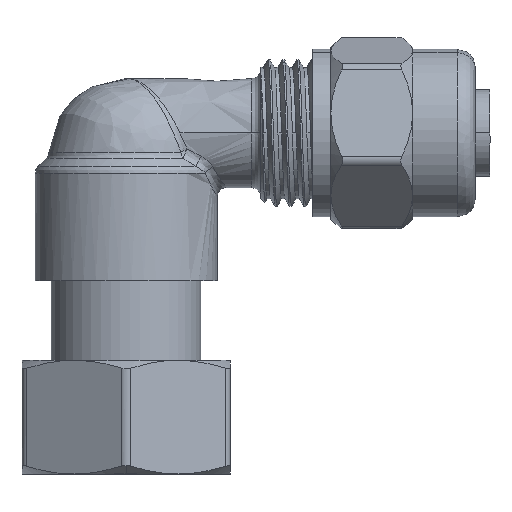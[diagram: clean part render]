
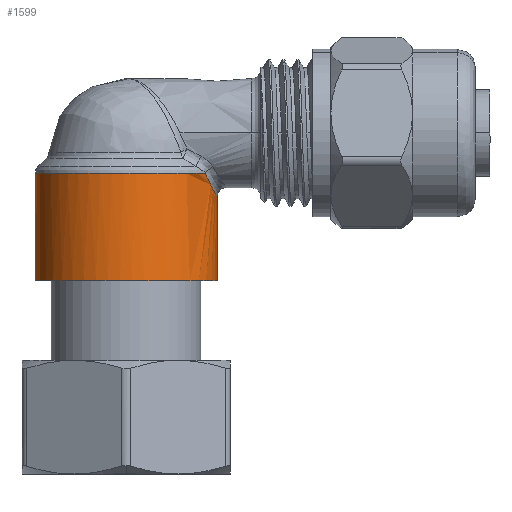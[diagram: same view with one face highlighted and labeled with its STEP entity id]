
A CAD part, top view. The second image highlights one B-rep face of the part: STEP entity #1599.
In plain terms, the highlighted free-form (B-spline) face has degree [2, 1] with [5, 2] control points.
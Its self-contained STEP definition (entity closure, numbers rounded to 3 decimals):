
#1599 = ADVANCED_FACE('',(#1600),#1653,.T.);
#1600 = FACE_BOUND('',#1601,.T.);
#1601 = EDGE_LOOP('',(#1602,#1614,#1621,#1638,#1648));
#1602 = ORIENTED_EDGE('',*,*,#1603,.T.);
#1603 = EDGE_CURVE('',#1604,#1606,#1608,.T.);
#1604 = VERTEX_POINT('',#1605);
#1605 = CARTESIAN_POINT('',(-12.72,-20.669,0.));
#1606 = VERTEX_POINT('',#1607);
#1607 = CARTESIAN_POINT('',(12.72,-20.669,
    0.));
#1608 = ( BOUNDED_CURVE() B_SPLINE_CURVE(2,(#1609,#1610,#1611,#1612,
#1613),.UNSPECIFIED.,.F.,.F.) B_SPLINE_CURVE_WITH_KNOTS((3,2,3),(0.,
1.571,3.142),.PIECEWISE_BEZIER_KNOTS.) CURVE() 
GEOMETRIC_REPRESENTATION_ITEM() RATIONAL_B_SPLINE_CURVE((1.,
0.707,1.,0.707,1.)) REPRESENTATION_ITEM('') );
#1609 = CARTESIAN_POINT('',(-12.72,-20.669,0.));
#1610 = CARTESIAN_POINT('',(-12.72,-20.669,
    12.72));
#1611 = CARTESIAN_POINT('',(0.,-20.669,
    12.72));
#1612 = CARTESIAN_POINT('',(12.72,-20.669,
    12.72));
#1613 = CARTESIAN_POINT('',(12.72,-20.669,
    0.));
#1614 = ORIENTED_EDGE('',*,*,#1615,.T.);
#1615 = EDGE_CURVE('',#1606,#1616,#1618,.T.);
#1616 = VERTEX_POINT('',#1617);
#1617 = CARTESIAN_POINT('',(12.72,-8.904,
    0.));
#1618 = B_SPLINE_CURVE_WITH_KNOTS('',1,(#1619,#1620),.UNSPECIFIED.,.F.,
  .F.,(2,2),(-22.25,-13.),.PIECEWISE_BEZIER_KNOTS.);
#1619 = CARTESIAN_POINT('',(12.72,-20.669,
    0.));
#1620 = CARTESIAN_POINT('',(12.72,-8.904,
    0.));
#1621 = ORIENTED_EDGE('',*,*,#1622,.T.);
#1622 = EDGE_CURVE('',#1616,#1623,#1625,.T.);
#1623 = VERTEX_POINT('',#1624);
#1624 = CARTESIAN_POINT('',(11.06,-5.615,
    6.282));
#1625 = B_SPLINE_CURVE_WITH_KNOTS('',3,(#1626,#1627,#1628,#1629,#1630,
    #1631,#1632,#1633,#1634,#1635,#1636,#1637),.UNSPECIFIED.,.F.,.F.,(4,
    2,2,2,2,4),(0.006,0.007,0.009
    ,0.01,0.01,0.012),
  .UNSPECIFIED.);
#1626 = CARTESIAN_POINT('',(12.72,-8.904,
    0.));
#1627 = CARTESIAN_POINT('',(12.72,-8.904,
    0.636));
#1628 = CARTESIAN_POINT('',(12.67,-8.819,1.277
    ));
#1629 = CARTESIAN_POINT('',(12.49,-8.502,
    2.483));
#1630 = CARTESIAN_POINT('',(12.361,-8.273,
    3.051));
#1631 = CARTESIAN_POINT('',(12.124,-7.834,
    3.858));
#1632 = CARTESIAN_POINT('',(12.037,-7.672,
    4.119));
#1633 = CARTESIAN_POINT('',(11.857,-7.324,
    4.612));
#1634 = CARTESIAN_POINT('',(11.763,-7.138,
    4.847));
#1635 = CARTESIAN_POINT('',(11.471,-6.544,
    5.518));
#1636 = CARTESIAN_POINT('',(11.263,-6.099,
    5.925));
#1637 = CARTESIAN_POINT('',(11.06,-5.615,
    6.282));
#1638 = ORIENTED_EDGE('',*,*,#1639,.T.);
#1639 = EDGE_CURVE('',#1623,#1640,#1642,.T.);
#1640 = VERTEX_POINT('',#1641);
#1641 = CARTESIAN_POINT('',(-12.72,-5.615,0.));
#1642 = ( BOUNDED_CURVE() B_SPLINE_CURVE(2,(#1643,#1644,#1645,#1646,
#1647),.UNSPECIFIED.,.F.,.F.) B_SPLINE_CURVE_WITH_KNOTS((3,2,3),(
    0.517,1.829,3.142),
.PIECEWISE_BEZIER_KNOTS.) CURVE() GEOMETRIC_REPRESENTATION_ITEM() 
RATIONAL_B_SPLINE_CURVE((1.,0.792,1.,0.792,1.)) 
REPRESENTATION_ITEM('') );
#1643 = CARTESIAN_POINT('',(11.06,-5.615,
    6.282));
#1644 = CARTESIAN_POINT('',(6.222,-5.615,
    14.8));
#1645 = CARTESIAN_POINT('',(-3.249,-5.615,
    12.298));
#1646 = CARTESIAN_POINT('',(-12.72,-5.615,
    9.796));
#1647 = CARTESIAN_POINT('',(-12.72,-5.615,
    0.));
#1648 = ORIENTED_EDGE('',*,*,#1649,.F.);
#1649 = EDGE_CURVE('',#1604,#1640,#1650,.T.);
#1650 = B_SPLINE_CURVE_WITH_KNOTS('',1,(#1651,#1652),.UNSPECIFIED.,.F.,
  .F.,(2,2),(-22.25,-10.414),.PIECEWISE_BEZIER_KNOTS.);
#1651 = CARTESIAN_POINT('',(-12.72,-20.669,0.));
#1652 = CARTESIAN_POINT('',(-12.72,-5.615,0.));
#1653 = ( BOUNDED_SURFACE() B_SPLINE_SURFACE(2,1,(
    (#1654,#1655)
    ,(#1656,#1657)
    ,(#1658,#1659)
    ,(#1660,#1661)
    ,(#1662,#1663
)),.UNSPECIFIED.,.F.,.F.,.F.) B_SPLINE_SURFACE_WITH_KNOTS((3,2,3),(2,2),
  (0.,1.571,3.142),(-22.25,-10.414),
.PIECEWISE_BEZIER_KNOTS.) GEOMETRIC_REPRESENTATION_ITEM() 
RATIONAL_B_SPLINE_SURFACE((
    (1.,1.)
    ,(0.707,0.707)
    ,(1.,1.)
    ,(0.707,0.707)
,(1.,1.))) REPRESENTATION_ITEM('') SURFACE() );
#1654 = CARTESIAN_POINT('',(-12.72,-20.669,0.));
#1655 = CARTESIAN_POINT('',(-12.72,-5.615,0.));
#1656 = CARTESIAN_POINT('',(-12.72,-20.669,
    12.72));
#1657 = CARTESIAN_POINT('',(-12.72,-5.615,
    12.72));
#1658 = CARTESIAN_POINT('',(0.,-20.669,
    12.72));
#1659 = CARTESIAN_POINT('',(0.,-5.615,
    12.72));
#1660 = CARTESIAN_POINT('',(12.72,-20.669,
    12.72));
#1661 = CARTESIAN_POINT('',(12.72,-5.615,
    12.72));
#1662 = CARTESIAN_POINT('',(12.72,-20.669,
    0.));
#1663 = CARTESIAN_POINT('',(12.72,-5.615,
    0.));
